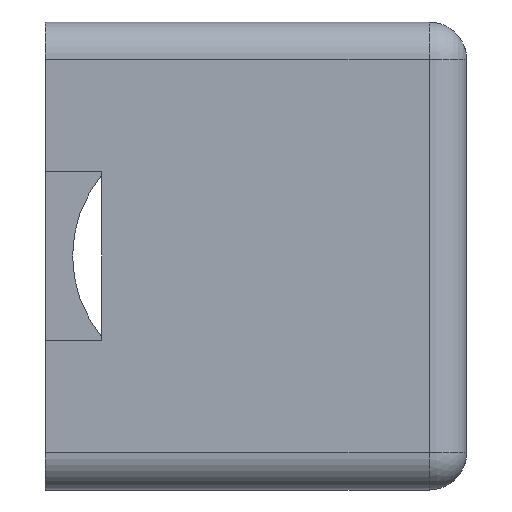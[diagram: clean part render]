
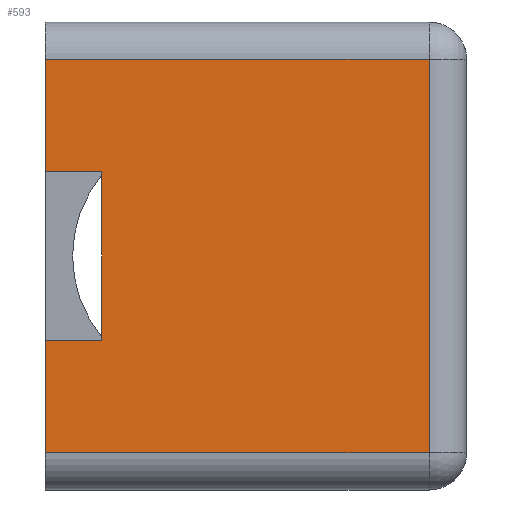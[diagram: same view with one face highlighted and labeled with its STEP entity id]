
A CAD part, left-side view. The second image highlights one B-rep face of the part: STEP entity #593.
In plain terms, the highlighted planar face has unit normal (-1, 0, 0).
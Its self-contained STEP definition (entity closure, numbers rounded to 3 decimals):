
#32 = VECTOR ( 'NONE', #1087, 1000. ) ;
#39 = VECTOR ( 'NONE', #165, 1000. ) ;
#48 = CARTESIAN_POINT ( 'NONE',  ( 0., 22.5, -25. ) ) ;
#51 = ORIENTED_EDGE ( 'NONE', *, *, #870, .T. ) ;
#55 = DIRECTION ( 'NONE',  ( 0., 0., 1. ) ) ;
#76 = CARTESIAN_POINT ( 'NONE',  ( 0., 22.5, -8. ) ) ;
#82 = EDGE_CURVE ( 'NONE', #152, #642, #1217, .T. ) ;
#86 = LINE ( 'NONE', #1244, #39 ) ;
#95 = FACE_OUTER_BOUND ( 'NONE', #449, .T. ) ;
#102 = ORIENTED_EDGE ( 'NONE', *, *, #82, .F. ) ;
#137 = CARTESIAN_POINT ( 'NONE',  ( 0., 22.5, -17. ) ) ;
#152 = VERTEX_POINT ( 'NONE', #137 ) ;
#165 = DIRECTION ( 'NONE',  ( 0., -1., 0. ) ) ;
#211 = EDGE_CURVE ( 'NONE', #1028, #985, #1043, .T. ) ;
#245 = EDGE_CURVE ( 'NONE', #334, #418, #86, .T. ) ;
#277 = AXIS2_PLACEMENT_3D ( 'NONE', #1364, #1298, #740 ) ;
#299 = DIRECTION ( 'NONE',  ( 0., 1., 0. ) ) ;
#334 = VERTEX_POINT ( 'NONE', #537 ) ;
#352 = LINE ( 'NONE', #782, #588 ) ;
#407 = CARTESIAN_POINT ( 'NONE',  ( 0., 19.5, -8. ) ) ;
#418 = VERTEX_POINT ( 'NONE', #1056 ) ;
#442 = CARTESIAN_POINT ( 'NONE',  ( 0., 2., 0. ) ) ;
#449 = EDGE_LOOP ( 'NONE', ( #756, #51, #1074, #1037, #1131, #102, #771, #759 ) ) ;
#463 = DIRECTION ( 'NONE',  ( 0., 0., 1. ) ) ;
#472 = DIRECTION ( 'NONE',  ( 0., 1., 0. ) ) ;
#475 = EDGE_CURVE ( 'NONE', #418, #612, #977, .T. ) ;
#479 = LINE ( 'NONE', #776, #1165 ) ;
#535 = CARTESIAN_POINT ( 'NONE',  ( 0., 19.5, -17. ) ) ;
#537 = CARTESIAN_POINT ( 'NONE',  ( 0., 22.5, -23. ) ) ;
#547 = LINE ( 'NONE', #1328, #746 ) ;
#575 = DIRECTION ( 'NONE',  ( 0., 0., 1. ) ) ;
#588 = VECTOR ( 'NONE', #575, 1000. ) ;
#593 = ADVANCED_FACE ( 'NONE', ( #95 ), #937, .F. ) ;
#612 = VERTEX_POINT ( 'NONE', #970 ) ;
#625 = CARTESIAN_POINT ( 'NONE',  ( 0., 22.5, -2. ) ) ;
#642 = VERTEX_POINT ( 'NONE', #535 ) ;
#690 = CARTESIAN_POINT ( 'NONE',  ( 0., 22.5, -8. ) ) ;
#697 = VECTOR ( 'NONE', #1192, 1000. ) ;
#740 = DIRECTION ( 'NONE',  ( 0., 0., -1. ) ) ;
#746 = VECTOR ( 'NONE', #472, 1000. ) ;
#756 = ORIENTED_EDGE ( 'NONE', *, *, #475, .T. ) ;
#759 = ORIENTED_EDGE ( 'NONE', *, *, #245, .T. ) ;
#771 = ORIENTED_EDGE ( 'NONE', *, *, #1283, .F. ) ;
#776 = CARTESIAN_POINT ( 'NONE',  ( 0., 22.5, -25. ) ) ;
#782 = CARTESIAN_POINT ( 'NONE',  ( 0., 19.5, -17. ) ) ;
#870 = EDGE_CURVE ( 'NONE', #612, #1124, #547, .T. ) ;
#937 = PLANE ( 'NONE',  #277 ) ;
#968 = VECTOR ( 'NONE', #299, 1000. ) ;
#970 = CARTESIAN_POINT ( 'NONE',  ( 0., 2., -2. ) ) ;
#977 = LINE ( 'NONE', #442, #32 ) ;
#983 = VECTOR ( 'NONE', #463, 1000. ) ;
#985 = VERTEX_POINT ( 'NONE', #690 ) ;
#996 = LINE ( 'NONE', #48, #983 ) ;
#1028 = VERTEX_POINT ( 'NONE', #407 ) ;
#1037 = ORIENTED_EDGE ( 'NONE', *, *, #211, .F. ) ;
#1043 = LINE ( 'NONE', #76, #968 ) ;
#1056 = CARTESIAN_POINT ( 'NONE',  ( 0., 2., -23. ) ) ;
#1074 = ORIENTED_EDGE ( 'NONE', *, *, #1173, .F. ) ;
#1084 = CARTESIAN_POINT ( 'NONE',  ( 0., 22.5, -17. ) ) ;
#1087 = DIRECTION ( 'NONE',  ( 0., 0., 1. ) ) ;
#1124 = VERTEX_POINT ( 'NONE', #625 ) ;
#1131 = ORIENTED_EDGE ( 'NONE', *, *, #1270, .F. ) ;
#1165 = VECTOR ( 'NONE', #55, 1000. ) ;
#1173 = EDGE_CURVE ( 'NONE', #985, #1124, #479, .T. ) ;
#1192 = DIRECTION ( 'NONE',  ( 0., -1., 0. ) ) ;
#1217 = LINE ( 'NONE', #1084, #697 ) ;
#1244 = CARTESIAN_POINT ( 'NONE',  ( 0., 2., -23. ) ) ;
#1270 = EDGE_CURVE ( 'NONE', #642, #1028, #352, .T. ) ;
#1283 = EDGE_CURVE ( 'NONE', #334, #152, #996, .T. ) ;
#1298 = DIRECTION ( 'NONE',  ( 1., 0., 0. ) ) ;
#1328 = CARTESIAN_POINT ( 'NONE',  ( 0., 2., -2. ) ) ;
#1364 = CARTESIAN_POINT ( 'NONE',  ( 0., 2., 0. ) ) ;
